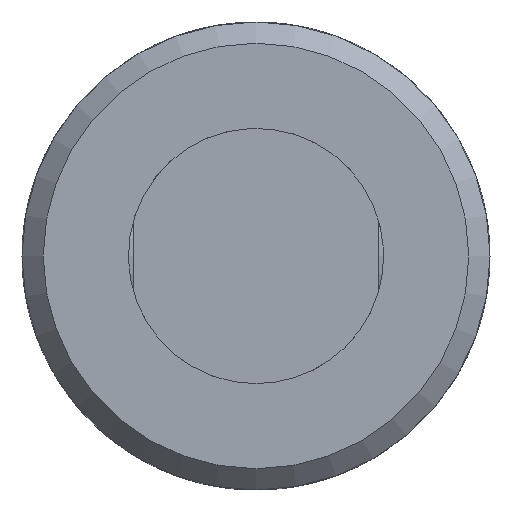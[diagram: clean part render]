
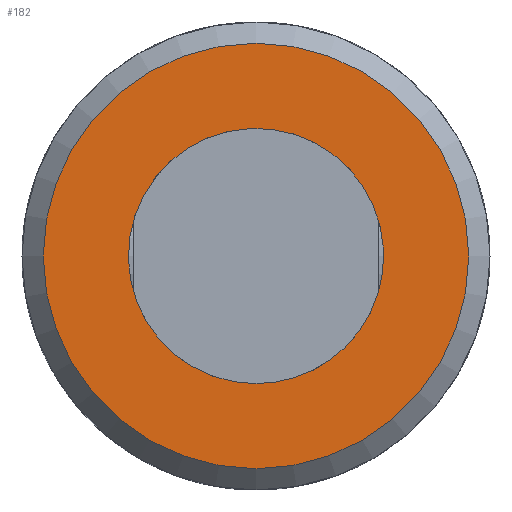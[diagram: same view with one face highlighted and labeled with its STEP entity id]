
A CAD part, left-side view. The second image highlights one B-rep face of the part: STEP entity #182.
In plain terms, the highlighted planar face has unit normal (-1, 0, 0).
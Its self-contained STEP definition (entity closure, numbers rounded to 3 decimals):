
#182 = ADVANCED_FACE( '', ( #349, #350 ), #351, .F. );
#349 = FACE_OUTER_BOUND( '', #495, .T. );
#350 = FACE_BOUND( '', #496, .T. );
#351 = PLANE( '', #497 );
#495 = EDGE_LOOP( '', ( #765 ) );
#496 = EDGE_LOOP( '', ( #766 ) );
#497 = AXIS2_PLACEMENT_3D( '', #767, #768, #769 );
#765 = ORIENTED_EDGE( '', *, *, #872, .F. );
#766 = ORIENTED_EDGE( '', *, *, #836, .T. );
#767 = CARTESIAN_POINT( '', ( 0., 0., 0. ) );
#768 = DIRECTION( '', ( 1., 0., 0. ) );
#769 = DIRECTION( '', ( 0., 0., -1. ) );
#836 = EDGE_CURVE( '', #971, #971, #972, .T. );
#872 = EDGE_CURVE( '', #1018, #1018, #1019, .T. );
#971 = VERTEX_POINT( '', #1514 );
#972 = CIRCLE( '', #1515, 6. );
#1018 = VERTEX_POINT( '', #1567 );
#1019 = CIRCLE( '', #1568, 10. );
#1514 = CARTESIAN_POINT( '', ( 0., 0., -6. ) );
#1515 = AXIS2_PLACEMENT_3D( '', #1634, #1635, #1636 );
#1567 = CARTESIAN_POINT( '', ( 0., 0., -10. ) );
#1568 = AXIS2_PLACEMENT_3D( '', #1670, #1671, #1672 );
#1634 = CARTESIAN_POINT( '', ( 0., 0., 0. ) );
#1635 = DIRECTION( '', ( 1., 0., 0. ) );
#1636 = DIRECTION( '', ( 0., 0., -1. ) );
#1670 = CARTESIAN_POINT( '', ( 0., 0., 0. ) );
#1671 = DIRECTION( '', ( 1., 0., 0. ) );
#1672 = DIRECTION( '', ( 0., 0., -1. ) );
